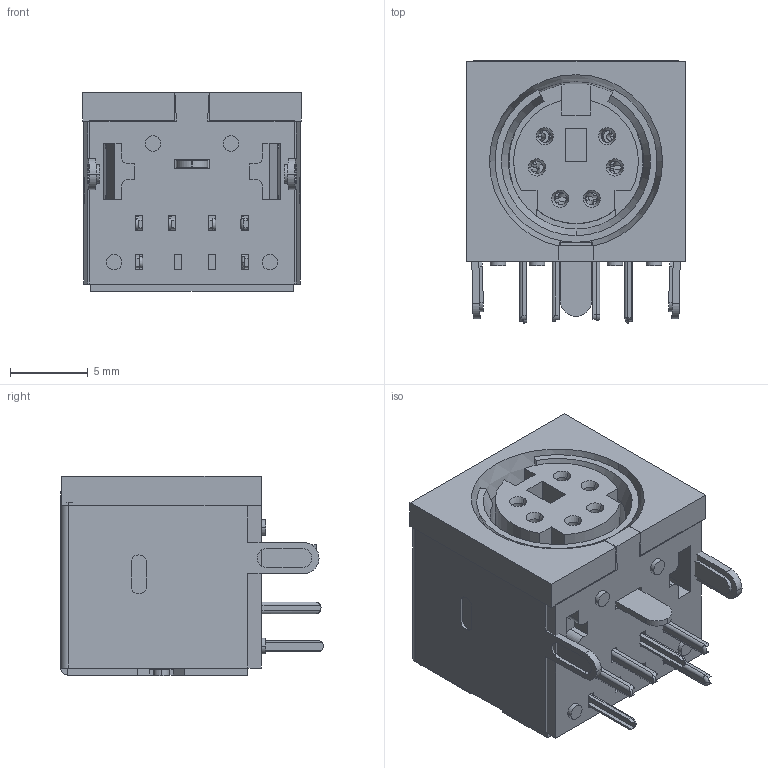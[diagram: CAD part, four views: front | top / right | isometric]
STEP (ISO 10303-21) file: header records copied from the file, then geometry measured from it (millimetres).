
FILE_DESCRIPTION (( 'STEP AP203' ), '1' );
FILE_NAME ('MJ-373 -6B ASS-20150909.STEP', '2015-09-09T09:09:40', ( 'Microsoft' ), ( 'Microsoft' ), 'SwSTEP 2.0', 'SolidWorks 2014', '' );
FILE_SCHEMA (( 'CONFIG_CONTROL_DESIGN' ));
Length unit declared in the file: millimetre
Products named in the file (11): MDC-028-7; MDC-028-10; MDC-028-11; MJ-373 BODY 6PIN MIND-20150909; MDC-028-9; MINDHOLEBODY-20150613; MJ-373 -6B ASS-20150909; NICKEL PLATED20150624; SHIELDING PLATE20150614; MDC-028-5; MDC-028-6
Assembly tree (10 placements, depth 2):
  MJ-373 -6B ASS-20150909
    MJ-373 BODY 6PIN MIND-20150909
    MINDHOLEBODY-20150613
    NICKEL PLATED20150624
    SHIELDING PLATE20150614
    MDC-028-5
    MDC-028-6
    MDC-028-7
    MDC-028-10
    MDC-028-11
    MDC-028-9
Bounding box: 14 x 16.83 x 12.8 mm (x, y, z)
Volume: 1494.6 mm3; surface area: 4509.2 mm2
Topology: 12 solids, 12 shells, 1018 faces, 2742 edges, 1743 vertices
Faces by surface type: plane 731, cylinder 150, bspline 106, cone 22, torus 9
Entity records: 35661 total; most frequent: CARTESIAN_POINT 9217, ORIENTED_EDGE 5484, DIRECTION 4889, EDGE_CURVE 2742, VECTOR 2173, LINE 2173, VERTEX_POINT 1743, AXIS2_PLACEMENT_3D 1358
